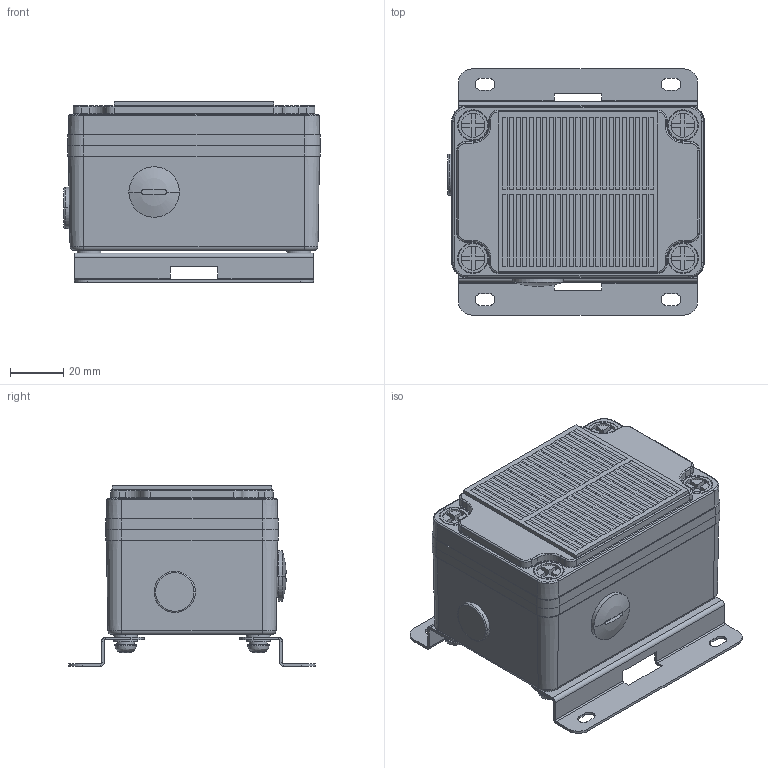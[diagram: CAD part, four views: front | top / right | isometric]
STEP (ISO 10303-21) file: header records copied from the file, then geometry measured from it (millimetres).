
FILE_DESCRIPTION((''),'2;1');
FILE_NAME('RAK5205_ASM','2020-12-10T',('lina'),(''),'PRO/ENGINEER BY PARAMETRIC TECHNOLOGY CORPORATION, 2010280','PRO/ENGINEER BY PARAMETRIC TECHNOLOGY CORPORATION, 2010280','');
FILE_SCHEMA(('AUTOMOTIVE_DESIGN { 1 2 10303 214 0 1 1 1 }'));
Length unit declared in the file: millimetre
Products named in the file (15): H09060L_A; HEXON_M2_5X15-6; RAKU71460020; GB818-88_M2_5X6; RAKU71450002; H09060L_B; GLS-M16; 0214C003; 2112C00A; GB9074_4-88_M4X8; RAKU71460033; SO-M2_5-6-ZC; SO-M2_5-8-ZC; RAKU71460033_ASM; RAK5205_ASM
Assembly tree (26 placements, depth 3):
  RAK5205_ASM
    H09060L_A
    HEXON_M2_5X15-6  x2
    RAKU71460020
    GB818-88_M2_5X6  x2
    RAKU71450002  x2
    H09060L_B
    GLS-M16
    0214C003
    2112C00A
    GB9074_4-88_M4X8  x4
    RAKU71460033_ASM
      RAKU71460033
      SO-M2_5-6-ZC  x4
      SO-M2_5-8-ZC  x4
Bounding box: 96.5 x 92.61 x 68 mm (x, y, z)
Volume: 116864.8 mm3; surface area: 109237.7 mm2
Topology: 29 solids, 29 shells, 1733 faces, 4280 edges, 2804 vertices
Faces by surface type: plane 1295, cylinder 340, cone 38, torus 34, sphere 14, bspline 12
Entity records: 48164 total; most frequent: CARTESIAN_POINT 8031, DIRECTION 7324, ORIENTED_EDGE 7272, EDGE_CURVE 3636, VECTOR 2884, LINE 2884, VERTEX_POINT 2393, AXIS2_PLACEMENT_3D 2220
